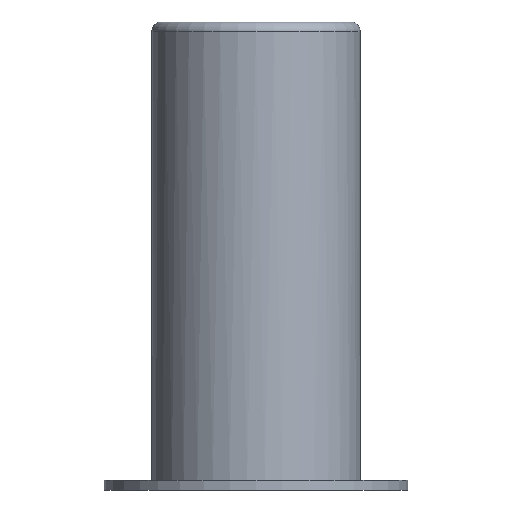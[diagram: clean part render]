
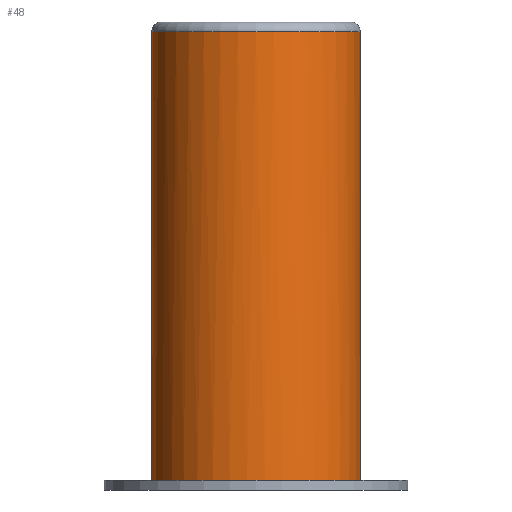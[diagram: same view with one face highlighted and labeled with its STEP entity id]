
A CAD part, left-side view. The second image highlights one B-rep face of the part: STEP entity #48.
In plain terms, the highlighted cylindrical face has radius 10.5 mm (diameter 21 mm), a full revolution.
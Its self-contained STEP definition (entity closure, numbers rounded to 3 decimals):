
#48 = ADVANCED_FACE( '', ( #103, #104 ), #105, .T. );
#103 = FACE_OUTER_BOUND( '', #164, .T. );
#104 = FACE_OUTER_BOUND( '', #165, .T. );
#105 = CYLINDRICAL_SURFACE( '', #166, 10.5 );
#164 = EDGE_LOOP( '', ( #239 ) );
#165 = EDGE_LOOP( '', ( #240, #241, #242, #243 ) );
#166 = AXIS2_PLACEMENT_3D( '', #244, #245, #246 );
#239 = ORIENTED_EDGE( '', *, *, #348, .T. );
#240 = ORIENTED_EDGE( '', *, *, #340, .T. );
#241 = ORIENTED_EDGE( '', *, *, #349, .T. );
#242 = ORIENTED_EDGE( '', *, *, #327, .T. );
#243 = ORIENTED_EDGE( '', *, *, #350, .T. );
#244 = CARTESIAN_POINT( '', ( 0., 0., 57.15 ) );
#245 = DIRECTION( '', ( 0., 0., -1. ) );
#246 = DIRECTION( '', ( 1., 0., 0. ) );
#327 = EDGE_CURVE( '', #372, #373, #374, .T. );
#340 = EDGE_CURVE( '', #397, #395, #398, .T. );
#348 = EDGE_CURVE( '', #409, #409, #410, .F. );
#349 = EDGE_CURVE( '', #395, #372, #411, .T. );
#350 = EDGE_CURVE( '', #373, #397, #412, .F. );
#372 = VERTEX_POINT( '', #438 );
#373 = VERTEX_POINT( '', #439 );
#374 = B_SPLINE_CURVE_WITH_KNOTS( '', 3, ( #440, #441, #442, #443, #444, #445, #446, #447, #448, #449, #450, #451, #452, #453, #454, #455, #456, #457, #458, #459, #460, #461, #462, #463, #464, #465, #466, #467, #468, #469 ), .UNSPECIFIED., .F., .F., ( 4, 2, 2, 2, 2, 2, 2, 2, 2, 2, 2, 2, 2, 2, 4 ), ( 0., 0.001, 0.001, 0.002, 0.003, 0.004, 0.005, 0.006, 0.006, 0.007, 0.008, 0.008, 0.01, 0.01, 0.011 ), .UNSPECIFIED. );
#395 = VERTEX_POINT( '', #497 );
#397 = VERTEX_POINT( '', #500 );
#398 = CIRCLE( '', #501, 10.5 );
#409 = VERTEX_POINT( '', #514 );
#410 = CIRCLE( '', #515, 10.5 );
#411 = LINE( '', #516, #517 );
#412 = LINE( '', #518, #519 );
#438 = CARTESIAN_POINT( '', ( 9.899, -3.5, 13.5 ) );
#439 = CARTESIAN_POINT( '', ( 9.899, 3.5, 13.5 ) );
#440 = CARTESIAN_POINT( '', ( 9.899, -3.5, 13.5 ) );
#441 = CARTESIAN_POINT( '', ( 9.899, -3.5, 13.733 ) );
#442 = CARTESIAN_POINT( '', ( 9.908, -3.477, 13.962 ) );
#443 = CARTESIAN_POINT( '', ( 9.939, -3.387, 14.411 ) );
#444 = CARTESIAN_POINT( '', ( 9.962, -3.319, 14.634 ) );
#445 = CARTESIAN_POINT( '', ( 10.019, -3.143, 15.057 ) );
#446 = CARTESIAN_POINT( '', ( 10.052, -3.036, 15.257 ) );
#447 = CARTESIAN_POINT( '', ( 10.126, -2.782, 15.636 ) );
#448 = CARTESIAN_POINT( '', ( 10.165, -2.636, 15.814 ) );
#449 = CARTESIAN_POINT( '', ( 10.282, -2.156, 16.294 ) );
#450 = CARTESIAN_POINT( '', ( 10.359, -1.768, 16.555 ) );
#451 = CARTESIAN_POINT( '', ( 10.44, -1.138, 16.818 ) );
#452 = CARTESIAN_POINT( '', ( 10.462, -0.916, 16.886 ) );
#453 = CARTESIAN_POINT( '', ( 10.492, -0.463, 16.977 ) );
#454 = CARTESIAN_POINT( '', ( 10.5, -0.233, 17. ) );
#455 = CARTESIAN_POINT( '', ( 10.5, 0.233, 17. ) );
#456 = CARTESIAN_POINT( '', ( 10.492, 0.462, 16.977 ) );
#457 = CARTESIAN_POINT( '', ( 10.463, 0.911, 16.887 ) );
#458 = CARTESIAN_POINT( '', ( 10.441, 1.134, 16.819 ) );
#459 = CARTESIAN_POINT( '', ( 10.386, 1.557, 16.643 ) );
#460 = CARTESIAN_POINT( '', ( 10.354, 1.757, 16.535 ) );
#461 = CARTESIAN_POINT( '', ( 10.282, 2.137, 16.282 ) );
#462 = CARTESIAN_POINT( '', ( 10.243, 2.315, 16.135 ) );
#463 = CARTESIAN_POINT( '', ( 10.127, 2.795, 15.655 ) );
#464 = CARTESIAN_POINT( '', ( 10.047, 3.055, 15.268 ) );
#465 = CARTESIAN_POINT( '', ( 9.962, 3.318, 14.638 ) );
#466 = CARTESIAN_POINT( '', ( 9.939, 3.386, 14.416 ) );
#467 = CARTESIAN_POINT( '', ( 9.908, 3.477, 13.963 ) );
#468 = CARTESIAN_POINT( '', ( 9.899, 3.5, 13.733 ) );
#469 = CARTESIAN_POINT( '', ( 9.899, 3.5, 13.5 ) );
#497 = CARTESIAN_POINT( '', ( 9.899, -3.5, -23. ) );
#500 = CARTESIAN_POINT( '', ( 9.899, 3.5, -23. ) );
#501 = AXIS2_PLACEMENT_3D( '', #565, #566, #567 );
#514 = CARTESIAN_POINT( '', ( 10.5, 0., 22. ) );
#515 = AXIS2_PLACEMENT_3D( '', #579, #580, #581 );
#516 = CARTESIAN_POINT( '', ( 9.899, -3.5, 57.15 ) );
#517 = VECTOR( '', #582, 1000. );
#518 = CARTESIAN_POINT( '', ( 9.899, 3.5, 57.15 ) );
#519 = VECTOR( '', #583, 1000. );
#565 = CARTESIAN_POINT( '', ( 0., 0., -23. ) );
#566 = DIRECTION( '', ( 0., 0., 1. ) );
#567 = DIRECTION( '', ( 1., 0., 0. ) );
#579 = CARTESIAN_POINT( '', ( 0., 0., 22. ) );
#580 = DIRECTION( '', ( 0., 0., 1. ) );
#581 = DIRECTION( '', ( 1., 0., 0. ) );
#582 = DIRECTION( '', ( 0., 0., 1. ) );
#583 = DIRECTION( '', ( 0., 0., 1. ) );
